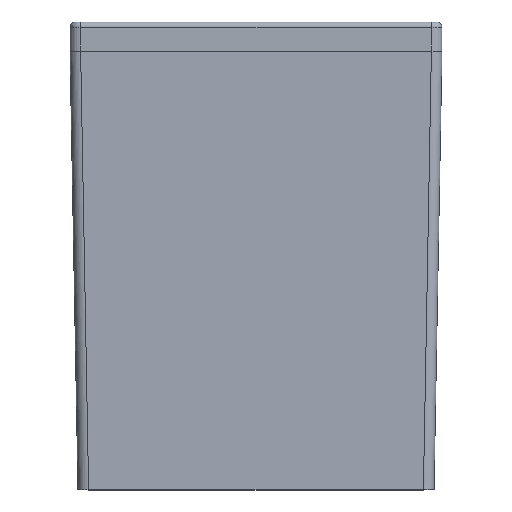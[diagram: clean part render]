
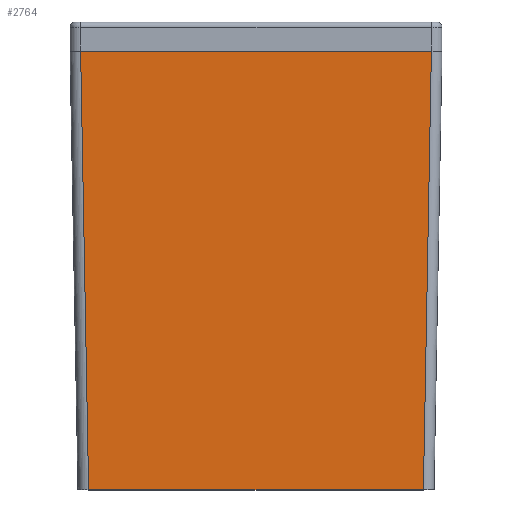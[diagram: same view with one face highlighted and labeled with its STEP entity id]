
A CAD part, top view. The second image highlights one B-rep face of the part: STEP entity #2764.
In plain terms, the highlighted planar face has unit normal (0, -0.012, 1).
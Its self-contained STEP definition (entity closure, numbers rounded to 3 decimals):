
#110 = VERTEX_POINT ( 'NONE', #3385 ) ;
#221 = CARTESIAN_POINT ( 'NONE',  ( -31.486, -0.8, 18.74 ) ) ;
#673 = EDGE_LOOP ( 'NONE', ( #4213, #781, #4455, #1986 ) ) ;
#703 = CARTESIAN_POINT ( 'NONE',  ( -35., 82.5, 19.75 ) ) ;
#766 = DIRECTION ( 'NONE',  ( 0., 1., 0.012 ) ) ;
#781 = ORIENTED_EDGE ( 'NONE', *, *, #1602, .T. ) ;
#1075 = DIRECTION ( 'NONE',  ( 1., 0., 0. ) ) ;
#1110 = DIRECTION ( 'NONE',  ( 0.018, -1., -0.012 ) ) ;
#1183 = DIRECTION ( 'NONE',  ( 0., 0.012, -1. ) ) ;
#1373 = VERTEX_POINT ( 'NONE', #3362 ) ;
#1548 = LINE ( 'NONE', #703, #3806 ) ;
#1602 = EDGE_CURVE ( 'NONE', #110, #2102, #2651, .T. ) ;
#1623 = CARTESIAN_POINT ( 'NONE',  ( -33., 82.5, 19.75 ) ) ;
#1840 = EDGE_CURVE ( 'NONE', #2007, #1373, #4645, .T. ) ;
#1889 = CARTESIAN_POINT ( 'NONE',  ( 33., 82.5, 19.75 ) ) ;
#1986 = ORIENTED_EDGE ( 'NONE', *, *, #1840, .T. ) ;
#2007 = VERTEX_POINT ( 'NONE', #1623 ) ;
#2102 = VERTEX_POINT ( 'NONE', #1889 ) ;
#2126 = FACE_OUTER_BOUND ( 'NONE', #673, .T. ) ;
#2157 = CARTESIAN_POINT ( 'NONE',  ( 0., -0.227, 18.747 ) ) ;
#2388 = AXIS2_PLACEMENT_3D ( 'NONE', #2157, #1183, #766 ) ;
#2651 = LINE ( 'NONE', #3938, #3654 ) ;
#2679 = DIRECTION ( 'NONE',  ( 0.018, 1., 0.012 ) ) ;
#2764 = ADVANCED_FACE ( 'NONE', ( #2126 ), #4418, .F. ) ;
#3362 = CARTESIAN_POINT ( 'NONE',  ( -31.5, 0., 18.75 ) ) ;
#3385 = CARTESIAN_POINT ( 'NONE',  ( 31.5, 0., 18.75 ) ) ;
#3637 = EDGE_CURVE ( 'NONE', #1373, #110, #4257, .T. ) ;
#3654 = VECTOR ( 'NONE', #2679, 1000. ) ;
#3806 = VECTOR ( 'NONE', #4353, 1000. ) ;
#3938 = CARTESIAN_POINT ( 'NONE',  ( 31.486, -0.8, 18.74 ) ) ;
#4213 = ORIENTED_EDGE ( 'NONE', *, *, #3637, .T. ) ;
#4257 = LINE ( 'NONE', #4755, #5590 ) ;
#4353 = DIRECTION ( 'NONE',  ( 1., 0., 0. ) ) ;
#4418 = PLANE ( 'NONE',  #2388 ) ;
#4455 = ORIENTED_EDGE ( 'NONE', *, *, #4675, .F. ) ;
#4645 = LINE ( 'NONE', #221, #5702 ) ;
#4675 = EDGE_CURVE ( 'NONE', #2007, #2102, #1548, .T. ) ;
#4755 = CARTESIAN_POINT ( 'NONE',  ( -33.5, 0., 18.75 ) ) ;
#5590 = VECTOR ( 'NONE', #1075, 1000. ) ;
#5702 = VECTOR ( 'NONE', #1110, 1000. ) ;
